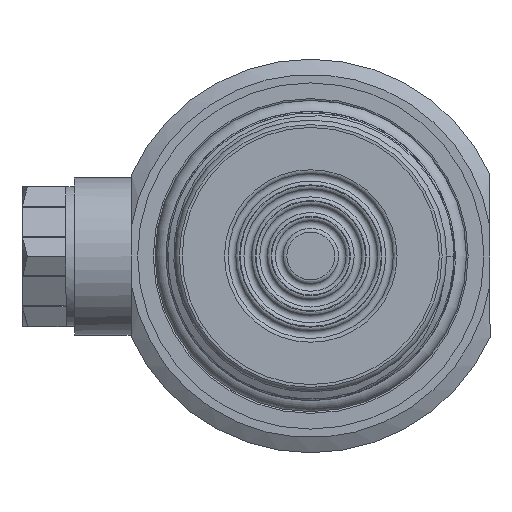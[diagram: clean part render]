
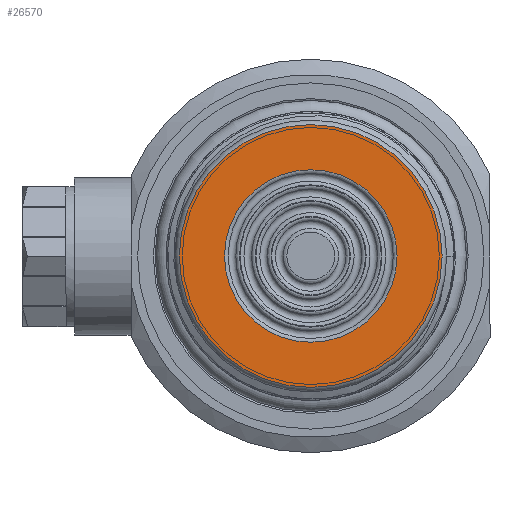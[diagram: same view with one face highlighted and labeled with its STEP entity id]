
A CAD part, left-side view. The second image highlights one B-rep face of the part: STEP entity #26570.
In plain terms, the highlighted planar face has unit normal (-1, 0, 0).
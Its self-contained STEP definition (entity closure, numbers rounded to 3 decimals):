
#534=FACE_BOUND('',#4724,.T.);
#1723=PLANE('',#28006);
#3159=FACE_OUTER_BOUND('',#4723,.T.);
#4723=EDGE_LOOP('',(#24774));
#4724=EDGE_LOOP('',(#24775));
#5198=CIRCLE('',#28007,15.025);
#5199=CIRCLE('',#28008,9.866);
#13031=VERTEX_POINT('',#66035);
#13032=VERTEX_POINT('',#66037);
#16954=EDGE_CURVE('',#13031,#13031,#5198,.T.);
#16955=EDGE_CURVE('',#13032,#13032,#5199,.T.);
#24774=ORIENTED_EDGE('',*,*,#16954,.F.);
#24775=ORIENTED_EDGE('',*,*,#16955,.T.);
#26570=ADVANCED_FACE('',(#3159,#534),#1723,.T.);
#28006=AXIS2_PLACEMENT_3D('',#66034,#32649,#32650);
#28007=AXIS2_PLACEMENT_3D('',#66036,#32651,#32652);
#28008=AXIS2_PLACEMENT_3D('',#66038,#32653,#32654);
#32649=DIRECTION('center_axis',(-1.,0.,0.));
#32650=DIRECTION('ref_axis',(0.,0.,1.));
#32651=DIRECTION('center_axis',(1.,0.,0.));
#32652=DIRECTION('ref_axis',(0.,0.,-1.));
#32653=DIRECTION('center_axis',(1.,0.,0.));
#32654=DIRECTION('ref_axis',(0.,0.,-1.));
#66034=CARTESIAN_POINT('Origin',(0.,15.025,0.));
#66035=CARTESIAN_POINT('',(0.,-15.025,0.));
#66036=CARTESIAN_POINT('Origin',(0.,0.,0.));
#66037=CARTESIAN_POINT('',(0.,0.,9.866));
#66038=CARTESIAN_POINT('Origin',(0.,0.,0.));
